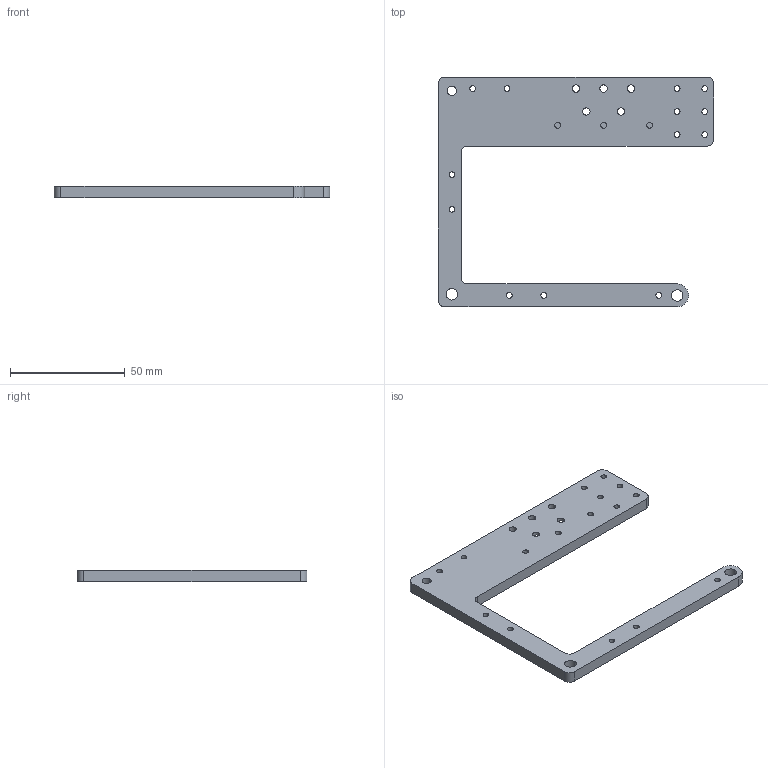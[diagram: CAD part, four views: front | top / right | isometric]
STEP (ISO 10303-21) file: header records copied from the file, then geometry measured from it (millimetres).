
FILE_DESCRIPTION (( 'STEP AP214' ), '1' );
FILE_NAME ('Aluminium structure.STEP', '2024-12-23T09:55:49', ( '' ), ( '' ), 'SwSTEP 2.0', 'SolidWorks 2021', '' );
FILE_SCHEMA (( 'AUTOMOTIVE_DESIGN' ));
Length unit declared in the file: millimetre
Products named in the file (1): Aluminium structure
Bounding box: 120 x 100 x 5 mm (x, y, z)
Volume: 24048.6 mm3; surface area: 14586.6 mm2
Topology: 1 solids, 1 shells, 83 faces, 234 edges, 156 vertices
Faces by surface type: cylinder 63, plane 20
Entity records: 2874 total; most frequent: DIRECTION 530, CARTESIAN_POINT 474, ORIENTED_EDGE 468, EDGE_CURVE 234, AXIS2_PLACEMENT_3D 212, VERTEX_POINT 156, EDGE_LOOP 128, CIRCLE 128
